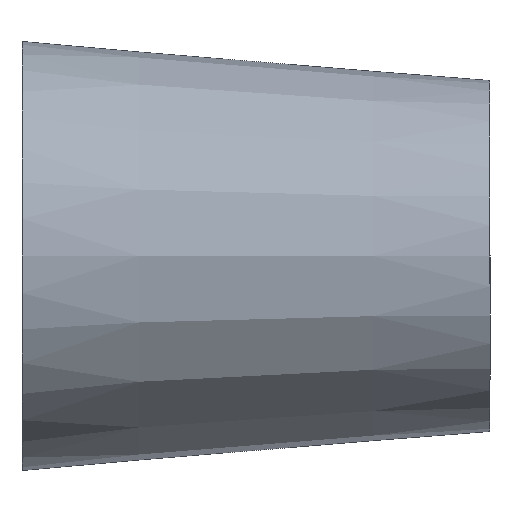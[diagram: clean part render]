
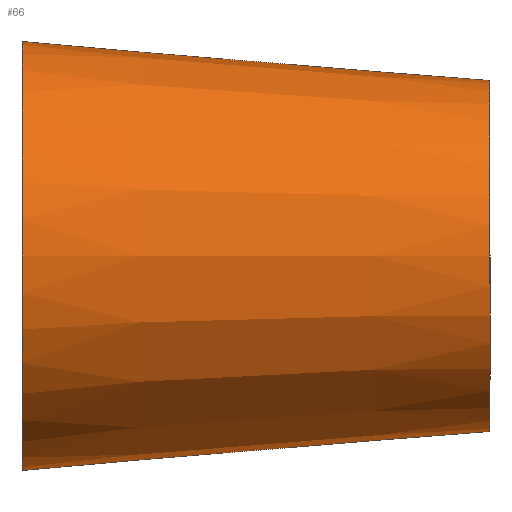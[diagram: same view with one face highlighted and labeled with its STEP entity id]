
A CAD part, left-side view. The second image highlights one B-rep face of the part: STEP entity #66.
In plain terms, the highlighted conical face has half-angle 4.764 degrees and reference radius 27.5 mm.
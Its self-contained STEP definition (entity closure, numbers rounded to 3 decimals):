
#17=LINE('',#127,#19);
#19=VECTOR('',#111,27.5);
#21=CONICAL_SURFACE('',#89,27.5,0.083);
#26=FACE_OUTER_BOUND('',#32,.T.);
#32=EDGE_LOOP('',(#55,#56,#57,#58));
#35=CIRCLE('',#86,27.5);
#36=CIRCLE('',#88,22.5);
#39=VERTEX_POINT('',#121);
#40=VERTEX_POINT('',#124);
#44=EDGE_CURVE('',#39,#39,#35,.T.);
#45=EDGE_CURVE('',#40,#40,#36,.T.);
#46=EDGE_CURVE('',#40,#39,#17,.T.);
#55=ORIENTED_EDGE('',*,*,#45,.T.);
#56=ORIENTED_EDGE('',*,*,#46,.T.);
#57=ORIENTED_EDGE('',*,*,#44,.T.);
#58=ORIENTED_EDGE('',*,*,#46,.F.);
#66=ADVANCED_FACE('',(#26),#21,.T.);
#86=AXIS2_PLACEMENT_3D('',#122,#103,#104);
#88=AXIS2_PLACEMENT_3D('',#125,#107,#108);
#89=AXIS2_PLACEMENT_3D('',#126,#109,#110);
#103=DIRECTION('center_axis',(0.,-1.,0.));
#104=DIRECTION('ref_axis',(1.,0.,0.));
#107=DIRECTION('center_axis',(0.,1.,0.));
#108=DIRECTION('ref_axis',(-1.,0.,0.));
#109=DIRECTION('center_axis',(0.,1.,0.));
#110=DIRECTION('ref_axis',(1.,0.,0.));
#111=DIRECTION('',(-0.083,0.997,0.));
#121=CARTESIAN_POINT('',(-27.5,72.,0.));
#122=CARTESIAN_POINT('Origin',(0.,72.,0.));
#124=CARTESIAN_POINT('',(-22.5,12.,0.));
#125=CARTESIAN_POINT('Origin',(0.,12.,0.));
#126=CARTESIAN_POINT('Origin',(0.,72.,0.));
#127=CARTESIAN_POINT('',(-27.5,72.,0.));
